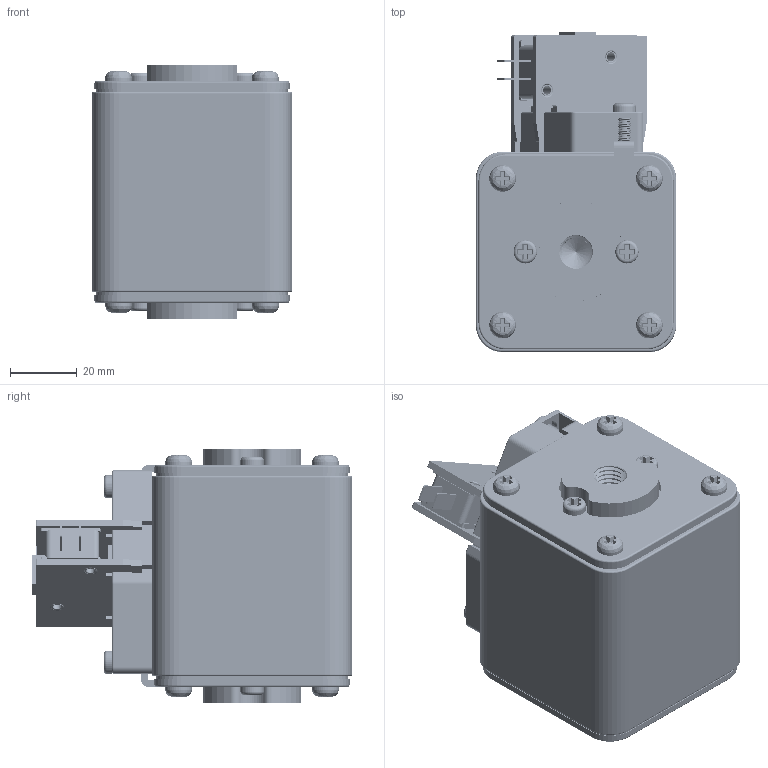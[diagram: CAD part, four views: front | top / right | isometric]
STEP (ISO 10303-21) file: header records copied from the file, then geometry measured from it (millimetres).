
FILE_DESCRIPTION(/* description */ (''),/* implementation_level */ '2;1');
FILE_NAME(/* name */ 'CDRSM-630.stp',/* time_stamp */ '2025-03-14T13:02:54+08:00',/* author */ (''),/* organization */ (''),/* preprocessor_version */ 'ST-DEVELOPER v16',/* originating_system */ 'SIEMENS PLM Software NX 10.0',/* authorisation */ '');
FILE_SCHEMA (('CONFIG_CONTROL_DESIGN'));
Products named in the file (1): 111
Bounding box: 60 x 96 x 76 mm (x, y, z)
Volume: 171726.3 mm3; surface area: 82606.1 mm2
Topology: 28 solids, 28 shells, 1116 faces, 2949 edges, 1929 vertices
Faces by surface type: plane 635, cylinder 296, bspline 92, torus 47, cone 46
Full cylindrical faces by diameter (mm): 1 x1, 2.6 x2, 3 x2, 3.2 x1, 3.5 x10, 5 x26, 7 x6, 8 x8, 10 x2, 14 x1, 16 x1, 20 x1, 40 x2, 45 x1
Entity records: 135645 total; most frequent: CARTESIAN_POINT 109565, ORIENTED_EDGE 5472, DIRECTION 4929, EDGE_CURVE 2736, VERTEX_POINT 1861, AXIS2_PLACEMENT_3D 1715, LINE 1499, VECTOR 1499
